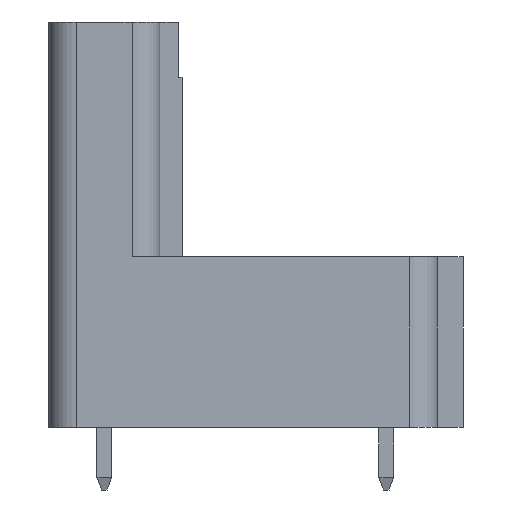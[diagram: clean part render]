
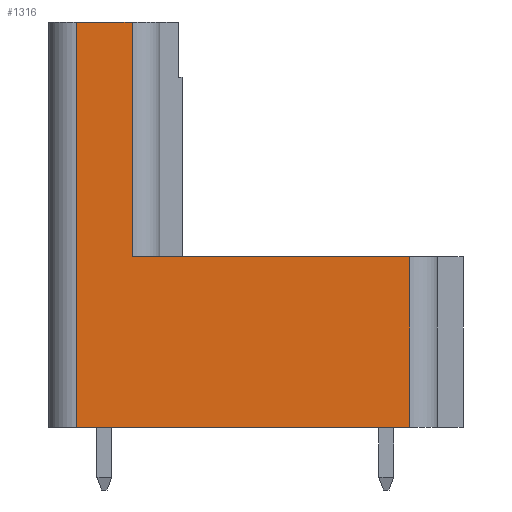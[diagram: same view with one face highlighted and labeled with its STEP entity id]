
A CAD part, left-side view. The second image highlights one B-rep face of the part: STEP entity #1316.
In plain terms, the highlighted planar face has unit normal (-1, 0, 0).
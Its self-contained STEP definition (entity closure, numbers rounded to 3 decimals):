
#1316 = ADVANCED_FACE( '', ( #2653 ), #2654, .T. );
#2653 = FACE_OUTER_BOUND( '', #4003, .T. );
#2654 = PLANE( '', #4004 );
#4003 = EDGE_LOOP( '', ( #7556, #7557, #7558, #7559, #7560, #7561 ) );
#4004 = AXIS2_PLACEMENT_3D( '', #7562, #7563, #7564 );
#7556 = ORIENTED_EDGE( '', *, *, #8789, .T. );
#7557 = ORIENTED_EDGE( '', *, *, #9596, .T. );
#7558 = ORIENTED_EDGE( '', *, *, #9189, .T. );
#7559 = ORIENTED_EDGE( '', *, *, #8816, .T. );
#7560 = ORIENTED_EDGE( '', *, *, #8330, .T. );
#7561 = ORIENTED_EDGE( '', *, *, #8932, .T. );
#7562 = CARTESIAN_POINT( '', ( -11.01, 0., 0. ) );
#7563 = DIRECTION( '', ( -1., 0., 0. ) );
#7564 = DIRECTION( '', ( 0., 0., 1. ) );
#8330 = EDGE_CURVE( '', #10029, #10030, #10031, .T. );
#8789 = EDGE_CURVE( '', #10784, #10782, #10785, .T. );
#8816 = EDGE_CURVE( '', #10827, #10029, #10830, .T. );
#8932 = EDGE_CURVE( '', #10030, #10784, #11003, .T. );
#9189 = EDGE_CURVE( '', #11376, #10827, #11377, .T. );
#9596 = EDGE_CURVE( '', #10782, #11376, #11876, .T. );
#10029 = VERTEX_POINT( '', #12463 );
#10030 = VERTEX_POINT( '', #12464 );
#10031 = LINE( '', #12465, #12466 );
#10782 = VERTEX_POINT( '', #13567 );
#10784 = VERTEX_POINT( '', #13569 );
#10785 = LINE( '', #13570, #13571 );
#10827 = VERTEX_POINT( '', #13632 );
#10830 = LINE( '', #13636, #13637 );
#11003 = LINE( '', #13889, #13890 );
#11376 = VERTEX_POINT( '', #14447 );
#11377 = LINE( '', #14448, #14449 );
#11876 = LINE( '', #15189, #15190 );
#12463 = CARTESIAN_POINT( '', ( -11.01, -8.3, 4.6 ) );
#12464 = CARTESIAN_POINT( '', ( -11.01, 6.7, 4.6 ) );
#12465 = CARTESIAN_POINT( '', ( -11.01, -9.8, 4.6 ) );
#12466 = VECTOR( '', #15481, 1000. );
#13567 = CARTESIAN_POINT( '', ( -11.01, 9.7, 17.3 ) );
#13569 = CARTESIAN_POINT( '', ( -11.01, 6.7, 17.3 ) );
#13570 = CARTESIAN_POINT( '', ( -11.01, 5.2, 17.3 ) );
#13571 = VECTOR( '', #15898, 1000. );
#13632 = CARTESIAN_POINT( '', ( -11.01, -8.3, -4.6 ) );
#13636 = CARTESIAN_POINT( '', ( -11.01, -8.3, 4.6 ) );
#13637 = VECTOR( '', #15931, 1000. );
#13889 = CARTESIAN_POINT( '', ( -11.01, 6.7, 17.3 ) );
#13890 = VECTOR( '', #16029, 1000. );
#14447 = CARTESIAN_POINT( '', ( -11.01, 9.7, -4.6 ) );
#14448 = CARTESIAN_POINT( '', ( -11.01, 11.2, -4.6 ) );
#14449 = VECTOR( '', #16247, 1000. );
#15189 = CARTESIAN_POINT( '', ( -11.01, 9.7, 0. ) );
#15190 = VECTOR( '', #16537, 1000. );
#15481 = DIRECTION( '', ( 0., 1., 0. ) );
#15898 = DIRECTION( '', ( 0., 1., 0. ) );
#15931 = DIRECTION( '', ( 0., 0., 1. ) );
#16029 = DIRECTION( '', ( 0., 0., 1. ) );
#16247 = DIRECTION( '', ( 0., -1., 0. ) );
#16537 = DIRECTION( '', ( 0., 0., -1. ) );
